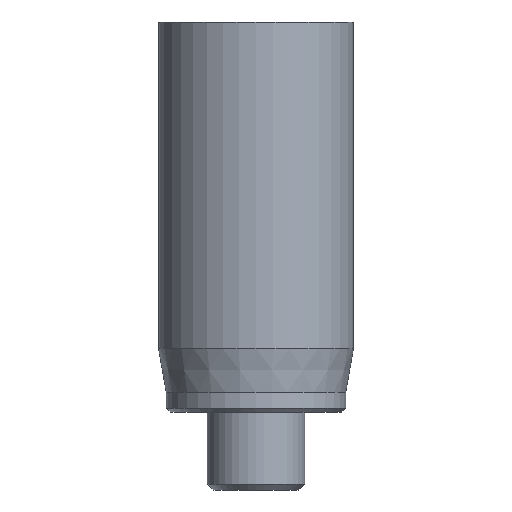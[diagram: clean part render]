
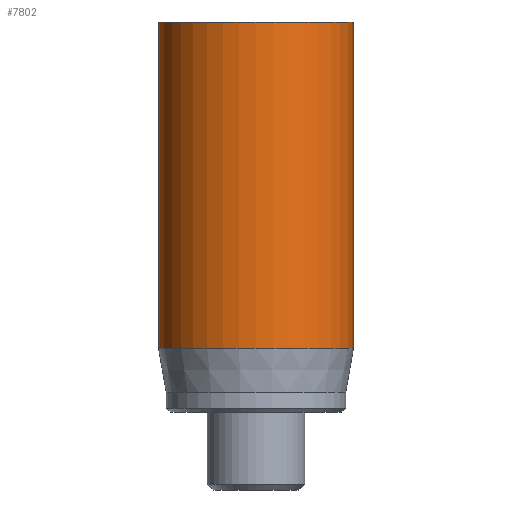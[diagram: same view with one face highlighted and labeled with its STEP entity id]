
A CAD part, front view. The second image highlights one B-rep face of the part: STEP entity #7802.
In plain terms, the highlighted cylindrical face has radius 5 mm (diameter 10 mm), a full revolution.
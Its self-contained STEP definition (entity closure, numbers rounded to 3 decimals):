
#40=CYLINDRICAL_SURFACE('',#8148,5.);
#58=CIRCLE('',#8117,5.);
#74=CIRCLE('',#8146,5.);
#75=CIRCLE('',#8147,5.);
#1089=FACE_OUTER_BOUND('',#1569,.T.);
#1569=EDGE_LOOP('',(#7040,#7041,#7042,#7043,#7044));
#2290=LINE('',#14124,#3015);
#3015=VECTOR('',#9389,5.);
#3741=VERTEX_POINT('',#14065);
#3757=VERTEX_POINT('',#14118);
#3758=VERTEX_POINT('',#14119);
#4835=EDGE_CURVE('',#3741,#3741,#58,.T.);
#4859=EDGE_CURVE('',#3757,#3758,#74,.T.);
#4860=EDGE_CURVE('',#3758,#3757,#75,.T.);
#4862=EDGE_CURVE('',#3741,#3757,#2290,.T.);
#7040=ORIENTED_EDGE('',*,*,#4835,.T.);
#7041=ORIENTED_EDGE('',*,*,#4862,.T.);
#7042=ORIENTED_EDGE('',*,*,#4859,.T.);
#7043=ORIENTED_EDGE('',*,*,#4860,.T.);
#7044=ORIENTED_EDGE('',*,*,#4862,.F.);
#7802=ADVANCED_FACE('',(#1089),#40,.T.);
#8117=AXIS2_PLACEMENT_3D('',#14066,#9316,#9317);
#8146=AXIS2_PLACEMENT_3D('',#14120,#9382,#9383);
#8147=AXIS2_PLACEMENT_3D('',#14121,#9384,#9385);
#8148=AXIS2_PLACEMENT_3D('',#14123,#9387,#9388);
#9316=DIRECTION('center_axis',(0.,0.,-1.));
#9317=DIRECTION('ref_axis',(-1.,0.,0.));
#9382=DIRECTION('center_axis',(0.,0.,1.));
#9383=DIRECTION('ref_axis',(-1.,0.,0.));
#9384=DIRECTION('center_axis',(0.,0.,1.));
#9385=DIRECTION('ref_axis',(-1.,0.,0.));
#9387=DIRECTION('center_axis',(0.,0.,1.));
#9388=DIRECTION('ref_axis',(-1.,0.,0.));
#9389=DIRECTION('',(0.,0.,-1.));
#14065=CARTESIAN_POINT('',(5.,0.,20.));
#14066=CARTESIAN_POINT('Origin',(0.,0.,20.));
#14118=CARTESIAN_POINT('',(5.,0.,3.269));
#14119=CARTESIAN_POINT('',(-5.,0.,3.269));
#14120=CARTESIAN_POINT('Origin',(0.,0.,3.269));
#14121=CARTESIAN_POINT('Origin',(0.,0.,3.269));
#14123=CARTESIAN_POINT('Origin',(0.,0.,0.));
#14124=CARTESIAN_POINT('',(5.,0.,0.));
